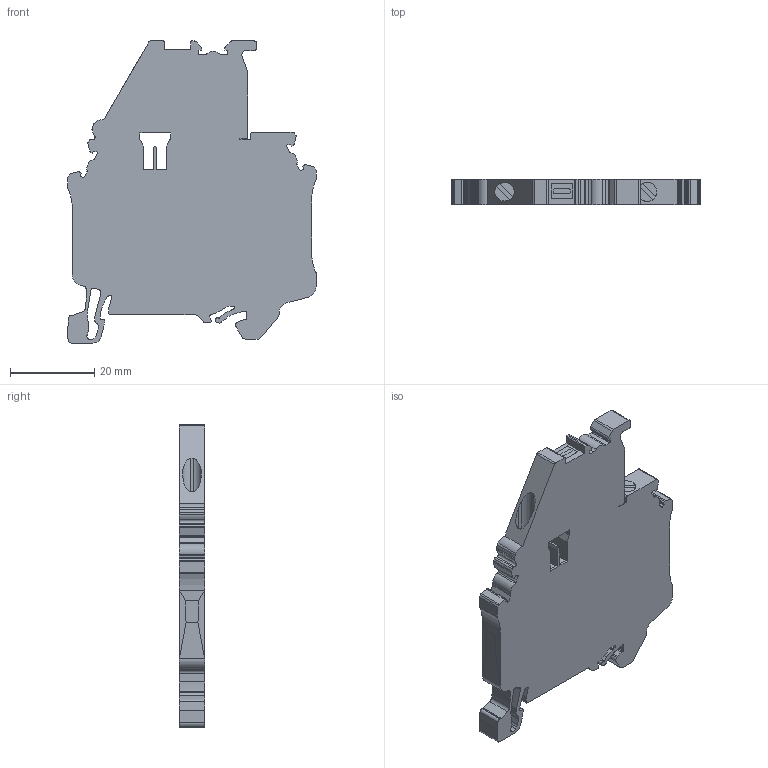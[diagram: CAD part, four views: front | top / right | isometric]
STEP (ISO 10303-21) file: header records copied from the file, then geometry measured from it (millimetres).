
FILE_DESCRIPTION(/* description */ ('Unknown'),/* implementation_level */ '2;1');
FILE_NAME(/* name */ 'CYF4',/* time_stamp */ '2017-07-19T11:13:37+06:00',/* author */ ('Unknown'),/* organization */ ('Unknown'),/* preprocessor_version */ 'ST-DEVELOPER v16',/* originating_system */ 'DEX',/* authorisation */ $);
FILE_SCHEMA (('AUTOMOTIVE_DESIGN {1 0 10303 214 3 1 1}'));
Length unit declared in the file: millimetre
Products named in the file (1): CYF4
Bounding box: 58.75 x 6 x 71.55 mm (x, y, z)
Volume: 17645.3 mm3; surface area: 8394.4 mm2
Topology: 1 solids, 1 shells, 317 faces, 919 edges, 608 vertices
Faces by surface type: plane 190, cylinder 127
Full cylindrical faces by diameter (mm): 4.5 x1
Entity records: 12701 total; most frequent: CARTESIAN_POINT 1842, ORIENTED_EDGE 1834, DIRECTION 1814, EDGE_CURVE 917, LINE 656, VECTOR 656, VERTEX_POINT 607, AXIS2_PLACEMENT_3D 579
